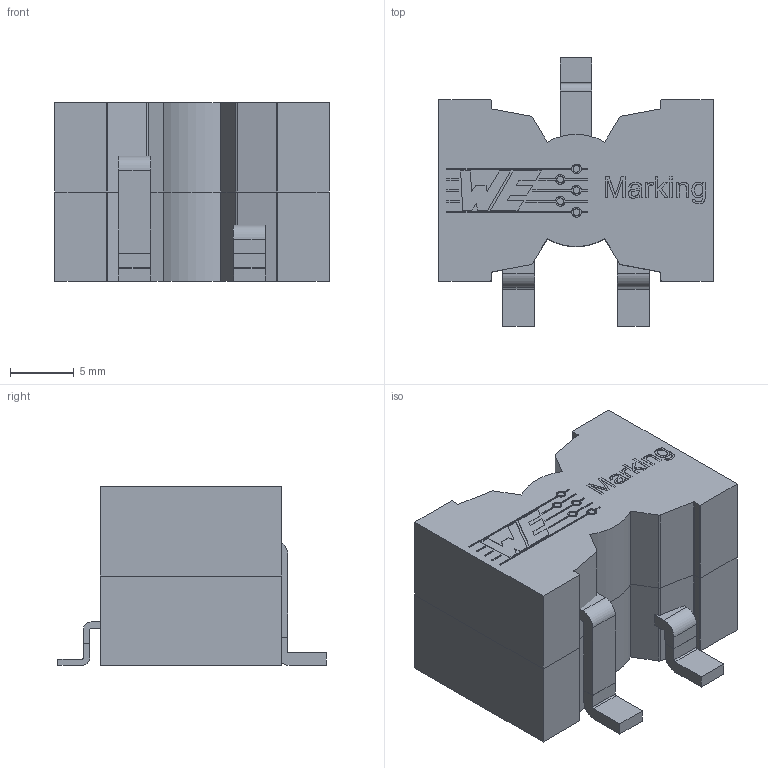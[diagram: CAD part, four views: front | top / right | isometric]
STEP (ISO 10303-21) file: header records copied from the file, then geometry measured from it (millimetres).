
FILE_DESCRIPTION( ( 'Unknown' ), '1' );
FILE_NAME( '744363xxxx.stp', 'Unknown', ( 'Unknown' ), ( 'Unknown' ), 'XStep 1.0', 'Unknown', ' ' );
FILE_SCHEMA( ( 'automotive_design' ) );
Length unit declared in the file: millimetre
Products named in the file (4): Assem1; Core_base_customer; Core_customer
Bounding box: 21.5 x 21 x 14 mm (x, y, z)
Surface area: 4750.1 mm2
Topology: 6 solids, 6 shells, 586 faces, 1538 edges, 1016 vertices
Faces by surface type: plane 442, cylinder 82, extrusion 62
Entity records: 11566 total; most frequent: CARTESIAN_POINT 3014, ORIENTED_EDGE 1526, DIRECTION 1191, EDGE_CURVE 763, VERTEX_POINT 508, VECTOR 491, LINE 460, AXIS2_PLACEMENT_3D 350
